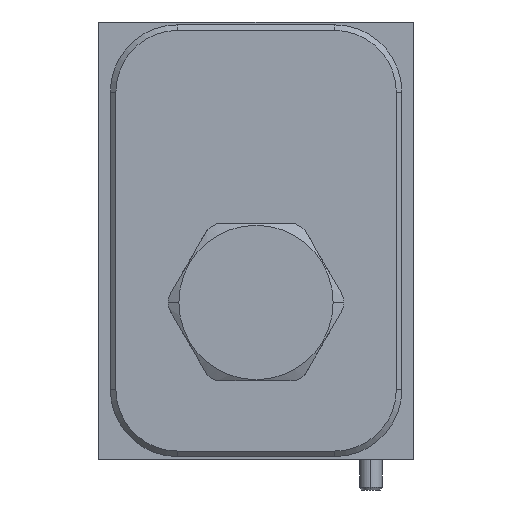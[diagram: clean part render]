
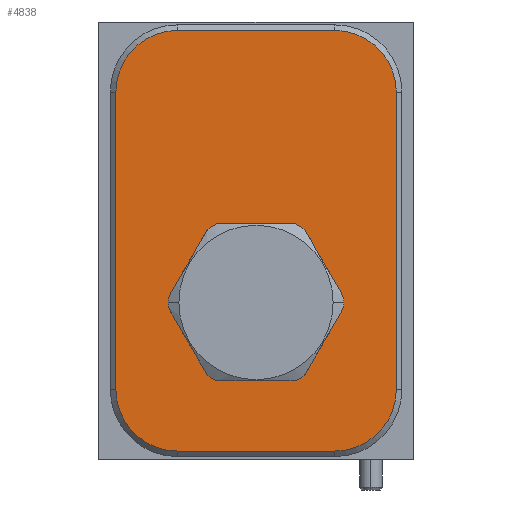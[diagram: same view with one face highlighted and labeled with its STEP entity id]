
A CAD part, left-side view. The second image highlights one B-rep face of the part: STEP entity #4838.
In plain terms, the highlighted planar face has unit normal (-1, 0, 0).
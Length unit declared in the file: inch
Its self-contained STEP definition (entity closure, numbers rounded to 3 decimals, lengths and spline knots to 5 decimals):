
#2322=CARTESIAN_POINT('',(0.,-1.313,2.047));
#2323=DIRECTION('',(1.,0.,0.));
#2324=DIRECTION('',(0.,0.,1.));
#2325=AXIS2_PLACEMENT_3D('',#2322,#2323,#2324);
#2336=CARTESIAN_POINT('',(0.,-0.875,0.875));
#2337=DIRECTION('',(1.,0.,0.));
#2338=DIRECTION('',(0.,0.,-1.));
#2339=AXIS2_PLACEMENT_3D('',#2336,#2337,#2338);
#2341=CARTESIAN_POINT('',(0.,-0.875,0.875));
#2342=DIRECTION('',(1.,0.,0.));
#2343=DIRECTION('',(0.,0.,1.));
#2344=AXIS2_PLACEMENT_3D('',#2341,#2342,#2343);
#2875=DIRECTION('',(0.,0.,-1.));
#2876=VECTOR('',#2875,1.656);
#2877=CARTESIAN_POINT('',(0.,-1.657,2.047));
#2878=LINE('',#2877,#2876);
#2895=CARTESIAN_POINT('',(0.,-1.313,0.391));
#2896=DIRECTION('',(1.,0.,0.));
#2897=DIRECTION('',(0.,-1.,0.));
#2898=AXIS2_PLACEMENT_3D('',#2895,#2896,#2897);
#2913=DIRECTION('',(0.,1.,0.));
#2914=VECTOR('',#2913,0.875);
#2915=CARTESIAN_POINT('',(0.,-1.313,0.047));
#2916=LINE('',#2915,#2914);
#2929=CARTESIAN_POINT('',(0.,-0.438,0.391));
#2930=DIRECTION('',(1.,0.,0.));
#2931=DIRECTION('',(0.,0.,-1.));
#2932=AXIS2_PLACEMENT_3D('',#2929,#2930,#2931);
#2943=DIRECTION('',(0.,0.,1.));
#2944=VECTOR('',#2943,1.656);
#2945=CARTESIAN_POINT('',(0.,-0.094,0.391));
#2946=LINE('',#2945,#2944);
#2963=CARTESIAN_POINT('',(0.,-0.438,2.047));
#2964=DIRECTION('',(1.,0.,0.));
#2965=DIRECTION('',(0.,1.,0.));
#2966=AXIS2_PLACEMENT_3D('',#2963,#2964,#2965);
#2977=DIRECTION('',(0.,-1.,0.));
#2978=VECTOR('',#2977,0.875);
#2979=CARTESIAN_POINT('',(0.,-0.438,2.391));
#2980=LINE('',#2979,#2978);
#3253=CARTESIAN_POINT('',(0.,-0.875,1.3055));
#3254=VERTEX_POINT('',#3253);
#3263=CARTESIAN_POINT('',(0.,-0.875,0.4445));
#3264=VERTEX_POINT('',#3263);
#3295=CARTESIAN_POINT('',(0.,-1.313,0.047));
#3296=CARTESIAN_POINT('',(0.,-0.438,0.047));
#3297=VERTEX_POINT('',#3295);
#3298=VERTEX_POINT('',#3296);
#3303=CARTESIAN_POINT('',(0.,-0.094,0.391));
#3304=VERTEX_POINT('',#3303);
#3307=CARTESIAN_POINT('',(0.,-0.094,2.047));
#3308=VERTEX_POINT('',#3307);
#3311=CARTESIAN_POINT('',(0.,-0.438,2.391));
#3312=VERTEX_POINT('',#3311);
#3315=CARTESIAN_POINT('',(0.,-1.313,2.391));
#3316=VERTEX_POINT('',#3315);
#3319=CARTESIAN_POINT('',(0.,-1.657,2.047));
#3320=VERTEX_POINT('',#3319);
#3323=CARTESIAN_POINT('',(0.,-1.657,0.391));
#3324=VERTEX_POINT('',#3323);
#4810=CARTESIAN_POINT('',(0.,0.,0.));
#4811=DIRECTION('',(-1.,0.,0.));
#4812=DIRECTION('',(0.,-1.,0.));
#4813=AXIS2_PLACEMENT_3D('',#4810,#4811,#4812);
#4814=PLANE('',#4813);
#4815=ORIENTED_EDGE('',*,*,#4800,.T.);
#4817=ORIENTED_EDGE('',*,*,#4816,.T.);
#4819=ORIENTED_EDGE('',*,*,#4818,.T.);
#4821=ORIENTED_EDGE('',*,*,#4820,.T.);
#4823=ORIENTED_EDGE('',*,*,#4822,.T.);
#4825=ORIENTED_EDGE('',*,*,#4824,.T.);
#4827=ORIENTED_EDGE('',*,*,#4826,.T.);
#4829=ORIENTED_EDGE('',*,*,#4828,.T.);
#4830=EDGE_LOOP('',(#4815,#4817,#4819,#4821,#4823,#4825,#4827,#4829));
#4831=FACE_OUTER_BOUND('',#4830,.F.);
#4833=ORIENTED_EDGE('',*,*,#4832,.F.);
#4835=ORIENTED_EDGE('',*,*,#4834,.F.);
#4836=EDGE_LOOP('',(#4833,#4835));
#4837=FACE_BOUND('',#4836,.F.);
#4838=ADVANCED_FACE('',(#4831,#4837),#4814,.T.);
#2326=CIRCLE('',#2325,0.344);
#2340=CIRCLE('',#2339,0.4305);
#2345=CIRCLE('',#2344,0.4305);
#2899=CIRCLE('',#2898,0.344);
#2933=CIRCLE('',#2932,0.344);
#2967=CIRCLE('',#2966,0.344);
#4800=EDGE_CURVE('',#3316,#3320,#2326,.T.);
#4816=EDGE_CURVE('',#3320,#3324,#2878,.T.);
#4818=EDGE_CURVE('',#3324,#3297,#2899,.T.);
#4820=EDGE_CURVE('',#3297,#3298,#2916,.T.);
#4822=EDGE_CURVE('',#3298,#3304,#2933,.T.);
#4824=EDGE_CURVE('',#3304,#3308,#2946,.T.);
#4826=EDGE_CURVE('',#3308,#3312,#2967,.T.);
#4828=EDGE_CURVE('',#3312,#3316,#2980,.T.);
#4832=EDGE_CURVE('',#3264,#3254,#2340,.T.);
#4834=EDGE_CURVE('',#3254,#3264,#2345,.T.);
